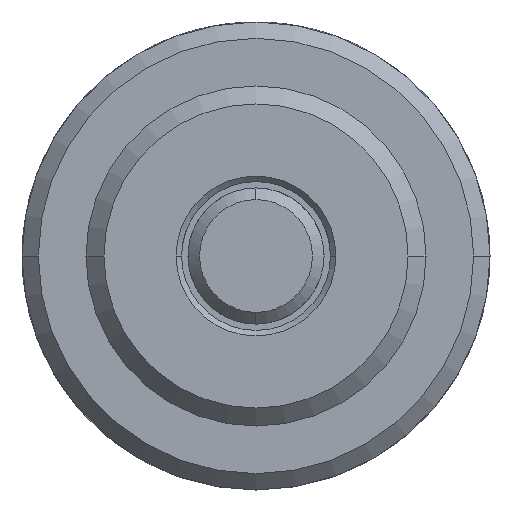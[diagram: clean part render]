
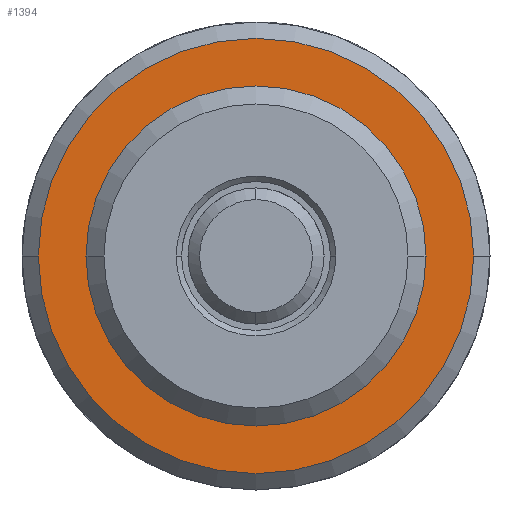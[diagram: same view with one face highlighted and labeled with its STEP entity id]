
A CAD part, left-side view. The second image highlights one B-rep face of the part: STEP entity #1394.
In plain terms, the highlighted planar face has unit normal (-1, 0, 0).
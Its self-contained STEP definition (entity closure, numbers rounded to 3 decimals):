
#130 = AXIS2_PLACEMENT_3D ( 'NONE', #989, #3818, #1555 ) ;
#137 = EDGE_CURVE ( 'NONE', #4008, #350, #1015, .T. ) ;
#278 = EDGE_CURVE ( 'NONE', #350, #4008, #628, .T. ) ;
#350 = VERTEX_POINT ( 'NONE', #1105 ) ;
#471 = EDGE_LOOP ( 'NONE', ( #3218, #1960 ) ) ;
#485 = PLANE ( 'NONE',  #2206 ) ;
#628 = CIRCLE ( 'NONE', #1659, 10.16 ) ;
#803 = CIRCLE ( 'NONE', #3080, 7.906 ) ;
#805 = CARTESIAN_POINT ( 'NONE',  ( 12.7, 0., 0. ) ) ;
#908 = FACE_OUTER_BOUND ( 'NONE', #471, .T. ) ;
#989 = CARTESIAN_POINT ( 'NONE',  ( 12.7, 0., 0. ) ) ;
#1015 = CIRCLE ( 'NONE', #2242, 10.16 ) ;
#1105 = CARTESIAN_POINT ( 'NONE',  ( 12.7, 0., 10.16 ) ) ;
#1194 = CARTESIAN_POINT ( 'NONE',  ( 12.7, 0., 0. ) ) ;
#1297 = DIRECTION ( 'NONE',  ( 1., 0., 0. ) ) ;
#1372 = FACE_BOUND ( 'NONE', #2218, .T. ) ;
#1394 = ADVANCED_FACE ( 'NONE', ( #908, #1372 ), #485, .F. ) ;
#1555 = DIRECTION ( 'NONE',  ( 0., 0., -1. ) ) ;
#1659 = AXIS2_PLACEMENT_3D ( 'NONE', #3787, #1297, #3771 ) ;
#1712 = EDGE_CURVE ( 'NONE', #3146, #3265, #803, .T. ) ;
#1960 = ORIENTED_EDGE ( 'NONE', *, *, #137, .F. ) ;
#2095 = DIRECTION ( 'NONE',  ( 1., 0., 0. ) ) ;
#2206 = AXIS2_PLACEMENT_3D ( 'NONE', #1194, #3562, #3374 ) ;
#2218 = EDGE_LOOP ( 'NONE', ( #3779, #2701 ) ) ;
#2242 = AXIS2_PLACEMENT_3D ( 'NONE', #3048, #4021, #2486 ) ;
#2415 = CARTESIAN_POINT ( 'NONE',  ( 12.7, 0., -10.16 ) ) ;
#2486 = DIRECTION ( 'NONE',  ( 0., 0., -1. ) ) ;
#2650 = DIRECTION ( 'NONE',  ( 0., 0., -1. ) ) ;
#2701 = ORIENTED_EDGE ( 'NONE', *, *, #2961, .T. ) ;
#2961 = EDGE_CURVE ( 'NONE', #3265, #3146, #3645, .T. ) ;
#3048 = CARTESIAN_POINT ( 'NONE',  ( 12.7, 0., 0. ) ) ;
#3073 = CARTESIAN_POINT ( 'NONE',  ( 12.7, 0., 7.906 ) ) ;
#3080 = AXIS2_PLACEMENT_3D ( 'NONE', #805, #2095, #2650 ) ;
#3146 = VERTEX_POINT ( 'NONE', #3927 ) ;
#3218 = ORIENTED_EDGE ( 'NONE', *, *, #278, .F. ) ;
#3265 = VERTEX_POINT ( 'NONE', #3073 ) ;
#3374 = DIRECTION ( 'NONE',  ( 0., 0., -1. ) ) ;
#3562 = DIRECTION ( 'NONE',  ( 1., 0., 0. ) ) ;
#3645 = CIRCLE ( 'NONE', #130, 7.906 ) ;
#3771 = DIRECTION ( 'NONE',  ( 0., 0., -1. ) ) ;
#3779 = ORIENTED_EDGE ( 'NONE', *, *, #1712, .T. ) ;
#3787 = CARTESIAN_POINT ( 'NONE',  ( 12.7, 0., 0. ) ) ;
#3818 = DIRECTION ( 'NONE',  ( 1., 0., 0. ) ) ;
#3927 = CARTESIAN_POINT ( 'NONE',  ( 12.7, 0., -7.906 ) ) ;
#4008 = VERTEX_POINT ( 'NONE', #2415 ) ;
#4021 = DIRECTION ( 'NONE',  ( 1., 0., 0. ) ) ;
